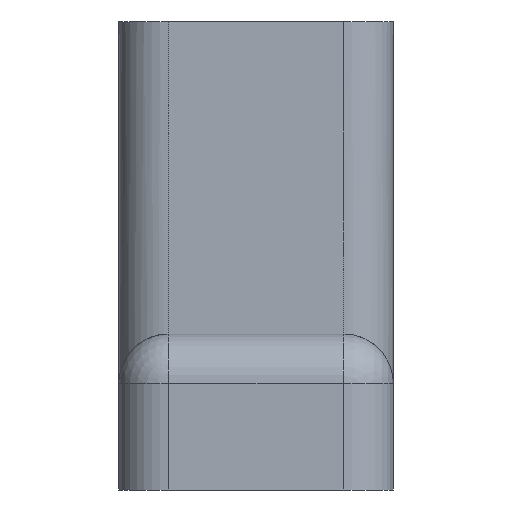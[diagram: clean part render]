
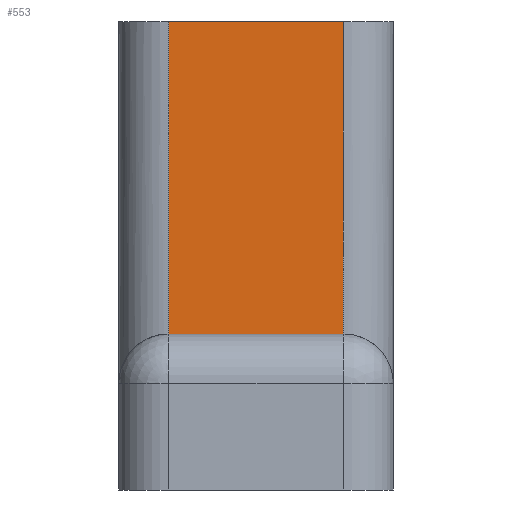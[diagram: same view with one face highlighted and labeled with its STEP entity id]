
A CAD part, left-side view. The second image highlights one B-rep face of the part: STEP entity #553.
In plain terms, the highlighted planar face has unit normal (-1, 0, 0).
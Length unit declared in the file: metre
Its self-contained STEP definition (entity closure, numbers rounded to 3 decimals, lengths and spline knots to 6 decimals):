
#144=ORIENTED_EDGE('',*,*,#252,.F.);
#145=ORIENTED_EDGE('',*,*,#282,.T.);
#146=ORIENTED_EDGE('',*,*,#270,.T.);
#147=ORIENTED_EDGE('',*,*,#283,.T.);
#252=EDGE_CURVE('',#325,#326,#371,.T.);
#270=EDGE_CURVE('',#343,#344,#385,.T.);
#282=EDGE_CURVE('',#325,#343,#391,.T.);
#283=EDGE_CURVE('',#344,#326,#392,.F.);
#325=VERTEX_POINT('',#922);
#326=VERTEX_POINT('',#924);
#343=VERTEX_POINT('',#966);
#344=VERTEX_POINT('',#967);
#371=LINE('',#923,#413);
#385=LINE('',#965,#427);
#391=LINE('',#986,#433);
#392=LINE('',#987,#434);
#413=VECTOR('',#696,1.);
#427=VECTOR('',#732,1.);
#433=VECTOR('',#756,1.);
#434=VECTOR('',#757,1.);
#456=EDGE_LOOP('',(#144,#145,#146,#147));
#503=FACE_BOUND('',#456,.T.);
#539=PLANE('',#617);
#553=ADVANCED_FACE('',(#503),#539,.F.);
#617=AXIS2_PLACEMENT_3D('',#985,#754,#755);
#696=DIRECTION('',(0.,-1.,0.));
#732=DIRECTION('',(0.,-1.,0.));
#754=DIRECTION('',(1.,0.,0.));
#755=DIRECTION('',(0.,0.,-1.));
#756=DIRECTION('',(0.,0.,-1.));
#757=DIRECTION('',(0.,0.,-1.));
#922=CARTESIAN_POINT('',(-0.055,0.014,0.075));
#923=CARTESIAN_POINT('',(-0.055,0.,0.075));
#924=CARTESIAN_POINT('',(-0.055,-0.014,0.075));
#965=CARTESIAN_POINT('',(-0.055,0.,0.025));
#966=CARTESIAN_POINT('',(-0.055,0.014,0.025));
#967=CARTESIAN_POINT('',(-0.055,-0.014,0.025));
#985=CARTESIAN_POINT('',(-0.055,0.,0.075));
#986=CARTESIAN_POINT('',(-0.055,0.014,0.075));
#987=CARTESIAN_POINT('',(-0.055,-0.014,0.075));
